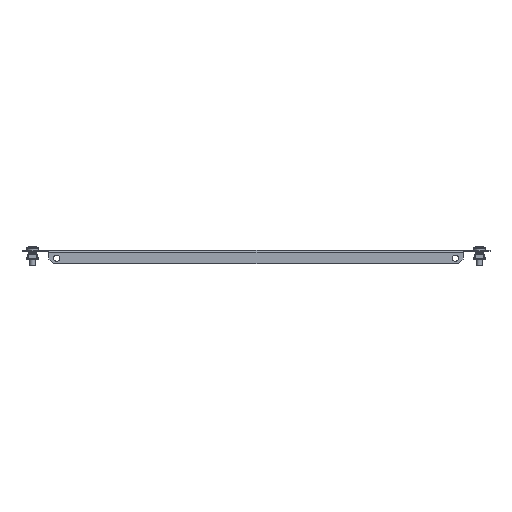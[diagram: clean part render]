
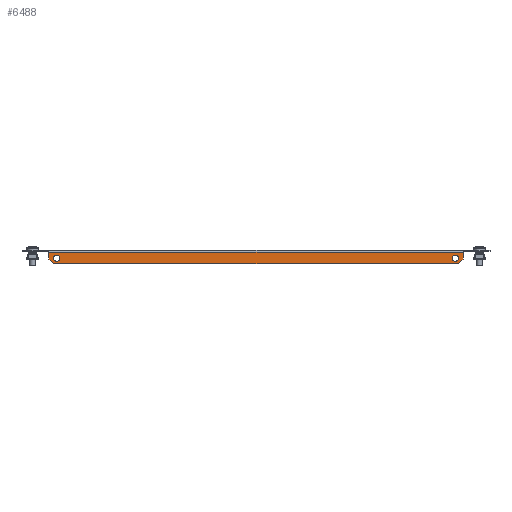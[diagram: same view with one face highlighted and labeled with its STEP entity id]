
A CAD part, front view. The second image highlights one B-rep face of the part: STEP entity #6488.
In plain terms, the highlighted planar face has unit normal (0, -1, 0).
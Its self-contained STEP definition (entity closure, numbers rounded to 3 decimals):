
#18 = EDGE_CURVE ( 'NONE', #7534, #6550, #6317, .T. ) ;
#210 = CARTESIAN_POINT ( 'NONE',  ( 215., -199.5, -2. ) ) ;
#240 = ORIENTED_EDGE ( 'NONE', *, *, #2956, .T. ) ;
#246 = ORIENTED_EDGE ( 'NONE', *, *, #6781, .T. ) ;
#268 = VECTOR ( 'NONE', #1203, 1000. ) ;
#496 = CARTESIAN_POINT ( 'NONE',  ( 215., -199.5, 0. ) ) ;
#626 = ORIENTED_EDGE ( 'NONE', *, *, #2728, .T. ) ;
#844 = CARTESIAN_POINT ( 'NONE',  ( 0., -199.5, -14. ) ) ;
#845 = CARTESIAN_POINT ( 'NONE',  ( 0., -199.5, -2. ) ) ;
#1070 = EDGE_CURVE ( 'NONE', #6550, #2120, #8052, .T. ) ;
#1203 = DIRECTION ( 'NONE',  ( 0., 0., 1. ) ) ;
#1223 = DIRECTION ( 'NONE',  ( 0., 0., 1. ) ) ;
#1248 = VERTEX_POINT ( 'NONE', #2686 ) ;
#1316 = LINE ( 'NONE', #844, #5129 ) ;
#1535 = VECTOR ( 'NONE', #6037, 1000. ) ;
#1557 = VERTEX_POINT ( 'NONE', #3933 ) ;
#1643 = AXIS2_PLACEMENT_3D ( 'NONE', #5366, #7943, #5281 ) ;
#1666 = CARTESIAN_POINT ( 'NONE',  ( -215., -199.5, 0. ) ) ;
#1764 = CIRCLE ( 'NONE', #4132, 3.25 ) ;
#1881 = CARTESIAN_POINT ( 'NONE',  ( -215., -199.5, -9. ) ) ;
#1941 = EDGE_CURVE ( 'NONE', #8172, #5273, #1316, .T. ) ;
#1975 = FACE_BOUND ( 'NONE', #6701, .T. ) ;
#2120 = VERTEX_POINT ( 'NONE', #6204 ) ;
#2532 = DIRECTION ( 'NONE',  ( 0., 1., 0. ) ) ;
#2667 = DIRECTION ( 'NONE',  ( 0., 0., 1. ) ) ;
#2671 = PLANE ( 'NONE',  #5043 ) ;
#2685 = ORIENTED_EDGE ( 'NONE', *, *, #1941, .T. ) ;
#2686 = CARTESIAN_POINT ( 'NONE',  ( 207., -199.5, -11.25 ) ) ;
#2728 = EDGE_CURVE ( 'NONE', #1557, #3191, #8280, .T. ) ;
#2861 = VECTOR ( 'NONE', #6432, 1000. ) ;
#2948 = EDGE_LOOP ( 'NONE', ( #2685, #246, #4341, #6971, #5672, #3611 ) ) ;
#2956 = EDGE_CURVE ( 'NONE', #3191, #1557, #1764, .T. ) ;
#3109 = CARTESIAN_POINT ( 'NONE',  ( 207., -199.5, -4.75 ) ) ;
#3163 = EDGE_CURVE ( 'NONE', #5059, #8172, #3574, .T. ) ;
#3191 = VERTEX_POINT ( 'NONE', #4896 ) ;
#3230 = DIRECTION ( 'NONE',  ( 0., 0., 1. ) ) ;
#3359 = CARTESIAN_POINT ( 'NONE',  ( -207., -199.5, -8. ) ) ;
#3399 = DIRECTION ( 'NONE',  ( 0., 1., 0. ) ) ;
#3511 = VERTEX_POINT ( 'NONE', #3109 ) ;
#3574 = LINE ( 'NONE', #7503, #7587 ) ;
#3580 = AXIS2_PLACEMENT_3D ( 'NONE', #4574, #2532, #7080 ) ;
#3582 = DIRECTION ( 'NONE',  ( 0.707, 0., 0.707 ) ) ;
#3611 = ORIENTED_EDGE ( 'NONE', *, *, #3163, .T. ) ;
#3769 = CARTESIAN_POINT ( 'NONE',  ( 215., -199.5, -9. ) ) ;
#3891 = FACE_OUTER_BOUND ( 'NONE', #2948, .T. ) ;
#3914 = EDGE_LOOP ( 'NONE', ( #6150, #6917 ) ) ;
#3933 = CARTESIAN_POINT ( 'NONE',  ( -207., -199.5, -11.25 ) ) ;
#4103 = CIRCLE ( 'NONE', #7688, 3.25 ) ;
#4132 = AXIS2_PLACEMENT_3D ( 'NONE', #3359, #3399, #2667 ) ;
#4266 = CARTESIAN_POINT ( 'NONE',  ( 112., -199.5, -112. ) ) ;
#4341 = ORIENTED_EDGE ( 'NONE', *, *, #18, .T. ) ;
#4520 = CARTESIAN_POINT ( 'NONE',  ( 207., -199.5, -8. ) ) ;
#4574 = CARTESIAN_POINT ( 'NONE',  ( -207., -199.5, -8. ) ) ;
#4896 = CARTESIAN_POINT ( 'NONE',  ( -207., -199.5, -4.75 ) ) ;
#5043 = AXIS2_PLACEMENT_3D ( 'NONE', #5298, #8435, #3230 ) ;
#5059 = VERTEX_POINT ( 'NONE', #1881 ) ;
#5129 = VECTOR ( 'NONE', #7296, 1000. ) ;
#5273 = VERTEX_POINT ( 'NONE', #8179 ) ;
#5281 = DIRECTION ( 'NONE',  ( 0., 0., 1. ) ) ;
#5298 = CARTESIAN_POINT ( 'NONE',  ( 0., -199.5, 0. ) ) ;
#5366 = CARTESIAN_POINT ( 'NONE',  ( 207., -199.5, -8. ) ) ;
#5587 = DIRECTION ( 'NONE',  ( 0.707, 0., -0.707 ) ) ;
#5672 = ORIENTED_EDGE ( 'NONE', *, *, #7525, .T. ) ;
#5987 = EDGE_CURVE ( 'NONE', #3511, #1248, #6490, .T. ) ;
#6037 = DIRECTION ( 'NONE',  ( -1., 0., 0. ) ) ;
#6150 = ORIENTED_EDGE ( 'NONE', *, *, #5987, .F. ) ;
#6204 = CARTESIAN_POINT ( 'NONE',  ( -215., -199.5, -2. ) ) ;
#6317 = LINE ( 'NONE', #496, #268 ) ;
#6432 = DIRECTION ( 'NONE',  ( 0., 0., -1. ) ) ;
#6488 = ADVANCED_FACE ( 'NONE', ( #7817, #1975, #3891 ), #2671, .T. ) ;
#6490 = CIRCLE ( 'NONE', #1643, 3.25 ) ;
#6550 = VERTEX_POINT ( 'NONE', #210 ) ;
#6700 = CARTESIAN_POINT ( 'NONE',  ( -210., -199.5, -14. ) ) ;
#6701 = EDGE_LOOP ( 'NONE', ( #240, #626 ) ) ;
#6781 = EDGE_CURVE ( 'NONE', #5273, #7534, #7643, .T. ) ;
#6917 = ORIENTED_EDGE ( 'NONE', *, *, #7042, .F. ) ;
#6971 = ORIENTED_EDGE ( 'NONE', *, *, #1070, .T. ) ;
#7042 = EDGE_CURVE ( 'NONE', #1248, #3511, #4103, .T. ) ;
#7080 = DIRECTION ( 'NONE',  ( 0., 0., 1. ) ) ;
#7146 = DIRECTION ( 'NONE',  ( 0., -1., 0. ) ) ;
#7296 = DIRECTION ( 'NONE',  ( 1., 0., 0. ) ) ;
#7503 = CARTESIAN_POINT ( 'NONE',  ( -112., -199.5, -112. ) ) ;
#7525 = EDGE_CURVE ( 'NONE', #2120, #5059, #7735, .T. ) ;
#7534 = VERTEX_POINT ( 'NONE', #3769 ) ;
#7587 = VECTOR ( 'NONE', #5587, 1000. ) ;
#7643 = LINE ( 'NONE', #4266, #7683 ) ;
#7683 = VECTOR ( 'NONE', #3582, 1000. ) ;
#7688 = AXIS2_PLACEMENT_3D ( 'NONE', #4520, #7146, #1223 ) ;
#7735 = LINE ( 'NONE', #1666, #2861 ) ;
#7817 = FACE_BOUND ( 'NONE', #3914, .T. ) ;
#7943 = DIRECTION ( 'NONE',  ( 0., -1., 0. ) ) ;
#8052 = LINE ( 'NONE', #845, #1535 ) ;
#8172 = VERTEX_POINT ( 'NONE', #6700 ) ;
#8179 = CARTESIAN_POINT ( 'NONE',  ( 210., -199.5, -14. ) ) ;
#8280 = CIRCLE ( 'NONE', #3580, 3.25 ) ;
#8435 = DIRECTION ( 'NONE',  ( 0., -1., 0. ) ) ;
